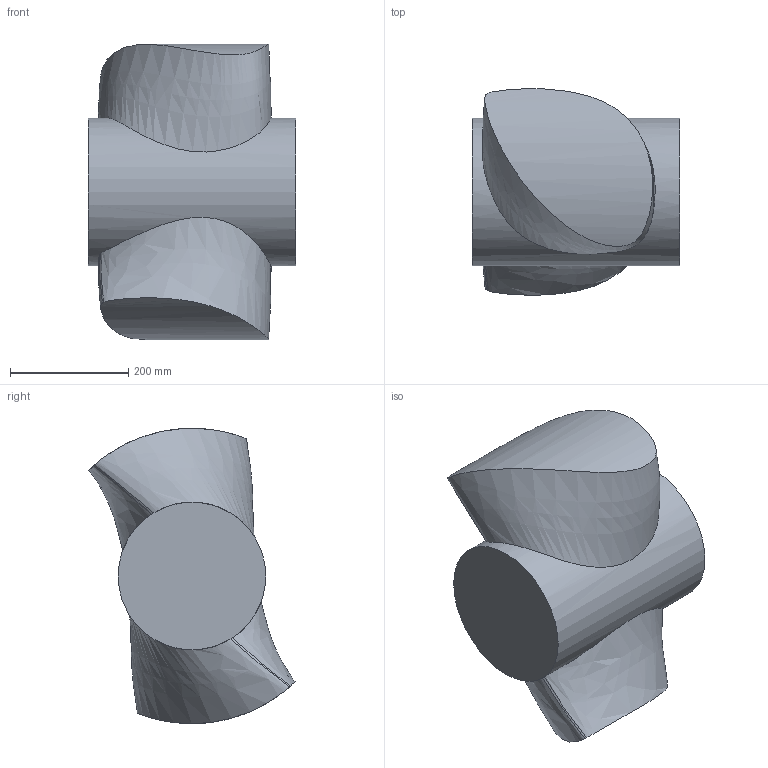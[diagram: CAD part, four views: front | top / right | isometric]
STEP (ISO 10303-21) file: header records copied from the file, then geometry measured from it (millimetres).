
FILE_DESCRIPTION(/* description */ (''),/* implementation_level */ '2;1');
FILE_NAME(/* name */ 'Problem Abrunden-1.stp',/* time_stamp */ '2014-11-14T10:59:33+01:00',/* author */ ('5fego'),/* organization */ (''),/* preprocessor_version */ 'ST-DEVELOPER v15.2',/* originating_system */ 'Autodesk Inventor 2014',/* authorisation */ '');
FILE_SCHEMA (('AUTOMOTIVE_DESIGN { 1 0 10303 214 3 1 1 }'));
Length unit declared in the file: millimetre
Products named in the file (1): Problem Abrunden-1
Bounding box: 351.3 x 348.88 x 499.98 mm (x, y, z)
Volume: 32525709.1 mm3; surface area: 610259 mm2
Topology: 1 solids, 1 shells, 9 faces, 15 edges, 10 vertices
Faces by surface type: bspline 4, cylinder 3, plane 2
Full cylindrical faces by diameter (mm): 250.1 x1
Entity records: 2641 total; most frequent: CARTESIAN_POINT 2468, ORIENTED_EDGE 28, DIRECTION 16, EDGE_CURVE 14, EDGE_LOOP 12, B_SPLINE_CURVE_WITH_KNOTS 12, VERTEX_POINT 10, STYLED_ITEM 10
